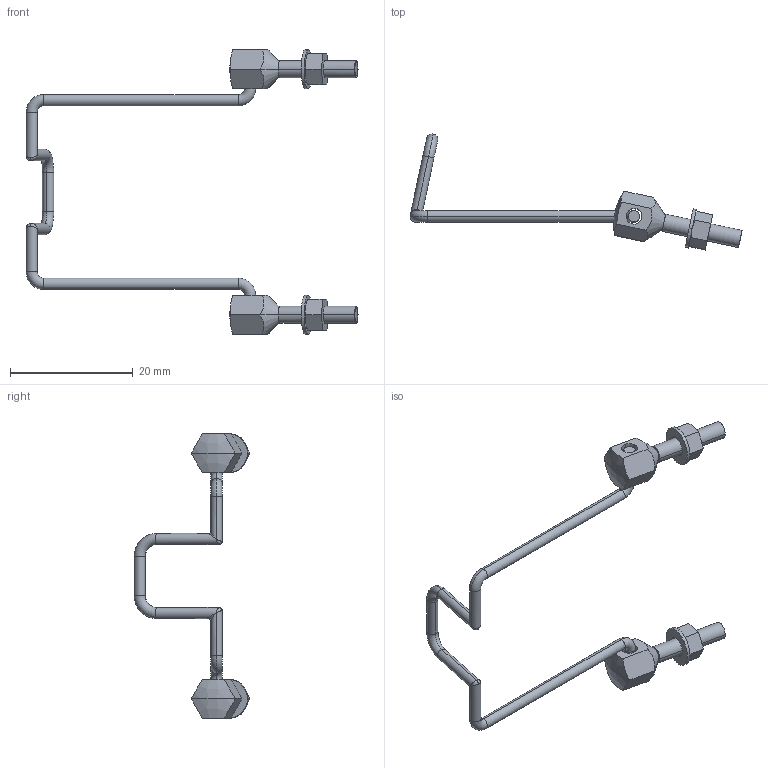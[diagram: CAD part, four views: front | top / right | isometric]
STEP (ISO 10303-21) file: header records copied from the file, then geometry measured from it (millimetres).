
FILE_DESCRIPTION (( 'STEP AP214' ), '1' );
FILE_NAME ('ACACC-RC2-LC_3D.step', '2023-10-17T07:18:13', ( '' ), ( '' ), 'SwSTEP 2.0', 'SolidWorks 2022', '' );
FILE_SCHEMA (( 'AUTOMOTIVE_DESIGN' ));
Length unit declared in the file: millimetre
Products named in the file (1): ACACC-RC2-LC_3D
Bounding box: 54.08 x 18.87 x 46.35 mm (x, y, z)
Surface area: 2053.6 mm2 (no closed solid volume)
Topology: 0 solids, 11 shells, 132 faces, 294 edges, 178 vertices
Faces by surface type: cylinder 46, plane 42, cone 18, torus 12, bspline 10, sphere 4
Entity records: 5213 total; most frequent: CARTESIAN_POINT 2352, ORIENTED_EDGE 572, DIRECTION 548, EDGE_CURVE 294, AXIS2_PLACEMENT_3D 233, VERTEX_POINT 178, EDGE_LOOP 146, FACE_OUTER_BOUND 132
